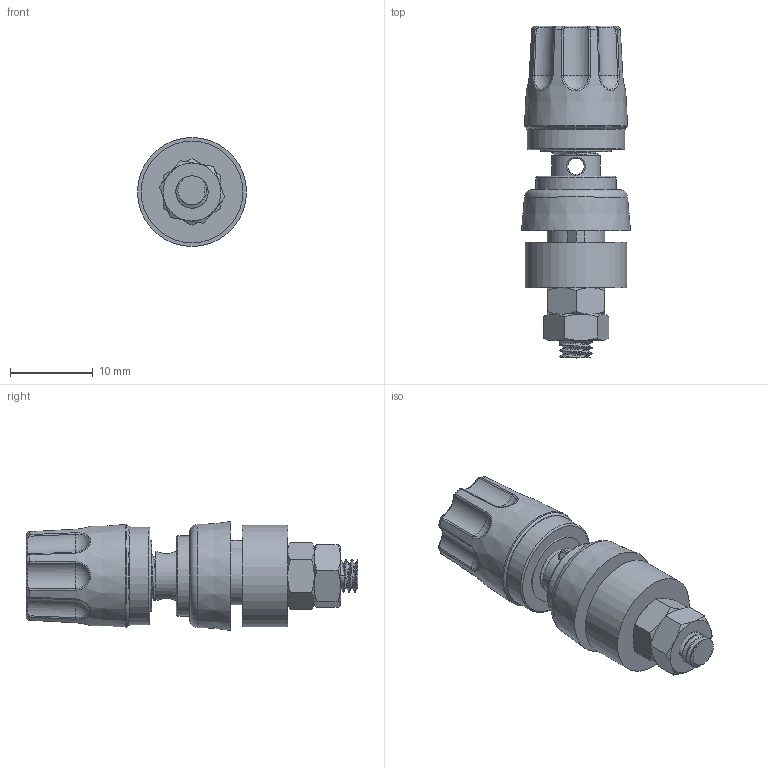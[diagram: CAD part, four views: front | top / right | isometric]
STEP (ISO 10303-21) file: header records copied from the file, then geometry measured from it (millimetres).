
FILE_DESCRIPTION(/* description */ (''),/* implementation_level */ '2;1');
FILE_NAME(/* name */ 'Hirschmann PKI 10 A Banana plug v16.step',/* time_stamp */ '2017-10-06T23:26:21+02:00',/* author */ ('lodderj'),/* organization */ (''),/* preprocessor_version */ 'ST-DEVELOPER v16.13',/* originating_system */ 'Autodesk Translation Framework v6.5.0.72',/* authorisation */ '');
FILE_SCHEMA (('AUTOMOTIVE_DESIGN { 1 0 10303 214 3 1 1 }'));
Length unit declared in the file: millimetre
Products named in the file (7): Hirschmann PKI 10 A Banana plug v16; Nut; Washer outside; Washer Inside; Brass; Metric Hex Nut; Metric Hex Nut (1)
Assembly tree (6 placements, depth 2):
  Hirschmann PKI 10 A Banana plug v16
    Nut
    Washer outside
    Washer Inside
    Brass
    Metric Hex Nut
    Metric Hex Nut (1)
Bounding box: 13.2 x 40.2 x 13.2 mm (x, y, z)
Volume: 3249.2 mm3; surface area: 4027.7 mm2
Topology: 7 solids, 7 shells, 256 faces, 642 edges, 406 vertices
Faces by surface type: cylinder 114, bspline 54, plane 38, cone 27, torus 15, sphere 8
Full cylindrical faces by diameter (mm): 2 x2, 3.111 x29, 3.332 x2, 3.908 x28, 4 x3, 4.2 x2, 4.744 x12, 5.884 x12, 6.5 x1, 8.5 x1, 9.7 x1, 10 x1, 11.8 x1, 12.3 x1
Entity records: 14180 total; most frequent: CARTESIAN_POINT 8453, ORIENTED_EDGE 1286, DIRECTION 971, EDGE_CURVE 643, AXIS2_PLACEMENT_3D 420, VERTEX_POINT 407, EDGE_LOOP 278, B_SPLINE_CURVE_WITH_KNOTS 259
